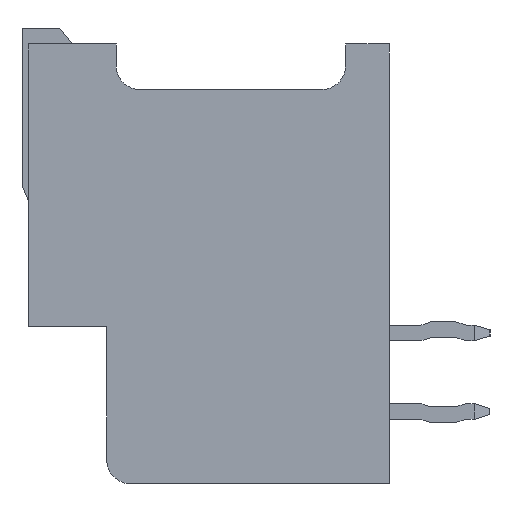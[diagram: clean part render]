
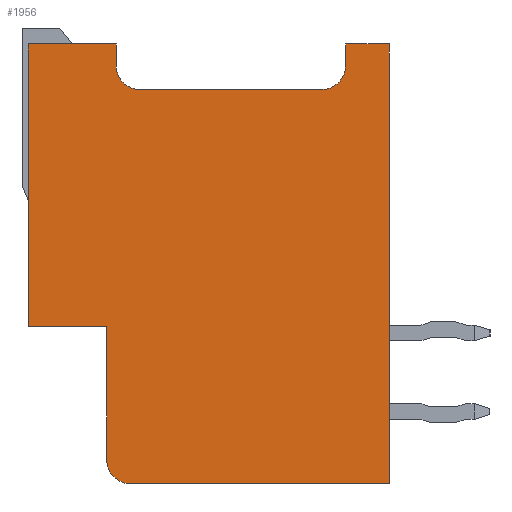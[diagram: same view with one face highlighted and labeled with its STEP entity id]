
A CAD part, left-side view. The second image highlights one B-rep face of the part: STEP entity #1956.
In plain terms, the highlighted planar face has unit normal (-1, 0, 0).
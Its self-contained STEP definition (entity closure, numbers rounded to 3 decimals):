
#1956 = ADVANCED_FACE( '', ( #3788 ), #3789, .F. );
#3788 = FACE_OUTER_BOUND( '', #5562, .T. );
#3789 = PLANE( '', #5563 );
#5562 = EDGE_LOOP( '', ( #10920, #10921, #10922, #10923, #10924, #10925, #10926, #10927, #10928, #10929, #10930, #10931, #10932 ) );
#5563 = AXIS2_PLACEMENT_3D( '', #10933, #10934, #10935 );
#10920 = ORIENTED_EDGE( '', *, *, #11979, .F. );
#10921 = ORIENTED_EDGE( '', *, *, #11568, .T. );
#10922 = ORIENTED_EDGE( '', *, *, #13535, .F. );
#10923 = ORIENTED_EDGE( '', *, *, #11768, .F. );
#10924 = ORIENTED_EDGE( '', *, *, #13538, .F. );
#10925 = ORIENTED_EDGE( '', *, *, #11785, .F. );
#10926 = ORIENTED_EDGE( '', *, *, #11492, .T. );
#10927 = ORIENTED_EDGE( '', *, *, #12389, .F. );
#10928 = ORIENTED_EDGE( '', *, *, #13112, .T. );
#10929 = ORIENTED_EDGE( '', *, *, #13307, .F. );
#10930 = ORIENTED_EDGE( '', *, *, #13464, .F. );
#10931 = ORIENTED_EDGE( '', *, *, #12327, .F. );
#10932 = ORIENTED_EDGE( '', *, *, #13415, .F. );
#10933 = CARTESIAN_POINT( '', ( -15.7, 0., 0. ) );
#10934 = DIRECTION( '', ( 1., 0., 0. ) );
#10935 = DIRECTION( '', ( 0., 0., -1. ) );
#11492 = EDGE_CURVE( '', #13845, #13849, #13851, .T. );
#11568 = EDGE_CURVE( '', #13982, #13986, #13988, .F. );
#11768 = EDGE_CURVE( '', #14332, #14334, #14335, .T. );
#11785 = EDGE_CURVE( '', #13845, #14356, #14359, .T. );
#11979 = EDGE_CURVE( '', #13982, #14685, #14686, .T. );
#12327 = EDGE_CURVE( '', #15244, #15246, #15247, .T. );
#12389 = EDGE_CURVE( '', #15344, #13849, #15346, .T. );
#13112 = EDGE_CURVE( '', #15344, #16374, #16376, .T. );
#13307 = EDGE_CURVE( '', #16598, #16374, #16600, .T. );
#13415 = EDGE_CURVE( '', #14685, #15244, #16717, .T. );
#13464 = EDGE_CURVE( '', #15246, #16598, #16774, .T. );
#13535 = EDGE_CURVE( '', #14334, #13986, #16848, .T. );
#13538 = EDGE_CURVE( '', #14356, #14332, #16851, .T. );
#13845 = VERTEX_POINT( '', #17270 );
#13849 = VERTEX_POINT( '', #17275 );
#13851 = CIRCLE( '', #17278, 0.75 );
#13982 = VERTEX_POINT( '', #17467 );
#13986 = VERTEX_POINT( '', #17472 );
#13988 = CIRCLE( '', #17475, 0.75 );
#14332 = VERTEX_POINT( '', #17980 );
#14334 = VERTEX_POINT( '', #17983 );
#14335 = LINE( '', #17984, #17985 );
#14356 = VERTEX_POINT( '', #18016 );
#14359 = LINE( '', #18021, #18022 );
#14685 = VERTEX_POINT( '', #18501 );
#14686 = LINE( '', #18502, #18503 );
#15244 = VERTEX_POINT( '', #19345 );
#15246 = VERTEX_POINT( '', #19348 );
#15247 = LINE( '', #19349, #19350 );
#15344 = VERTEX_POINT( '', #19494 );
#15346 = LINE( '', #19497, #19498 );
#16374 = VERTEX_POINT( '', #21086 );
#16376 = CIRCLE( '', #21089, 0.75 );
#16598 = VERTEX_POINT( '', #21429 );
#16600 = LINE( '', #21432, #21433 );
#16717 = LINE( '', #21603, #21604 );
#16774 = LINE( '', #21698, #21699 );
#16848 = LINE( '', #21798, #21799 );
#16851 = LINE( '', #21802, #21803 );
#17270 = CARTESIAN_POINT( '', ( -15.7, -3.1, 6.3 ) );
#17275 = CARTESIAN_POINT( '', ( -15.7, -2.35, 5.55 ) );
#17278 = AXIS2_PLACEMENT_3D( '', #21985, #21986, #21987 );
#17467 = CARTESIAN_POINT( '', ( -15.7, 4.5, -6.25 ) );
#17472 = CARTESIAN_POINT( '', ( -15.7, 3.75, -7. ) );
#17475 = AXIS2_PLACEMENT_3D( '', #22051, #22052, #22053 );
#17980 = CARTESIAN_POINT( '', ( -15.7, -4.5, 7. ) );
#17983 = CARTESIAN_POINT( '', ( -15.7, -4.5, -7. ) );
#17984 = CARTESIAN_POINT( '', ( -15.7, -4.5, 7. ) );
#17985 = VECTOR( '', #22222, 1000. );
#18016 = CARTESIAN_POINT( '', ( -15.7, -3.1, 7. ) );
#18021 = CARTESIAN_POINT( '', ( -15.7, -3.1, 5.55 ) );
#18022 = VECTOR( '', #22235, 1000. );
#18501 = CARTESIAN_POINT( '', ( -15.7, 4.5, -2. ) );
#18502 = CARTESIAN_POINT( '', ( -15.7, 4.5, -7. ) );
#18503 = VECTOR( '', #22395, 1000. );
#19345 = CARTESIAN_POINT( '', ( -15.7, 7., -2. ) );
#19348 = CARTESIAN_POINT( '', ( -15.7, 7., 7. ) );
#19349 = CARTESIAN_POINT( '', ( -15.7, 7., -2. ) );
#19350 = VECTOR( '', #22690, 1000. );
#19494 = CARTESIAN_POINT( '', ( -15.7, 3.45, 5.55 ) );
#19497 = CARTESIAN_POINT( '', ( -15.7, 4.2, 5.55 ) );
#19498 = VECTOR( '', #22739, 1000. );
#21086 = CARTESIAN_POINT( '', ( -15.7, 4.2, 6.3 ) );
#21089 = AXIS2_PLACEMENT_3D( '', #23322, #23323, #23324 );
#21429 = CARTESIAN_POINT( '', ( -15.7, 4.2, 7. ) );
#21432 = CARTESIAN_POINT( '', ( -15.7, 4.2, 7. ) );
#21433 = VECTOR( '', #23447, 1000. );
#21603 = CARTESIAN_POINT( '', ( -15.7, 4.5, -2. ) );
#21604 = VECTOR( '', #23501, 1000. );
#21698 = CARTESIAN_POINT( '', ( -15.7, 7., 7. ) );
#21699 = VECTOR( '', #23539, 1000. );
#21798 = CARTESIAN_POINT( '', ( -15.7, -4.5, -7. ) );
#21799 = VECTOR( '', #23565, 1000. );
#21802 = CARTESIAN_POINT( '', ( -15.7, -3.1, 7. ) );
#21803 = VECTOR( '', #23566, 1000. );
#21985 = CARTESIAN_POINT( '', ( -15.7, -2.35, 6.3 ) );
#21986 = DIRECTION( '', ( 1., 0., 0. ) );
#21987 = DIRECTION( '', ( 0., 0., -1. ) );
#22051 = CARTESIAN_POINT( '', ( -15.7, 3.75, -6.25 ) );
#22052 = DIRECTION( '', ( 1., 0., 0. ) );
#22053 = DIRECTION( '', ( 0., 0., -1. ) );
#22222 = DIRECTION( '', ( 0., 0., -1. ) );
#22235 = DIRECTION( '', ( 0., 0., 1. ) );
#22395 = DIRECTION( '', ( 0., 0., 1. ) );
#22690 = DIRECTION( '', ( 0., 0., 1. ) );
#22739 = DIRECTION( '', ( 0., -1., 0. ) );
#23322 = CARTESIAN_POINT( '', ( -15.7, 3.45, 6.3 ) );
#23323 = DIRECTION( '', ( 1., 0., 0. ) );
#23324 = DIRECTION( '', ( 0., 0., -1. ) );
#23447 = DIRECTION( '', ( 0., 0., -1. ) );
#23501 = DIRECTION( '', ( 0., 1., 0. ) );
#23539 = DIRECTION( '', ( 0., -1., 0. ) );
#23565 = DIRECTION( '', ( 0., 1., 0. ) );
#23566 = DIRECTION( '', ( 0., -1., 0. ) );
